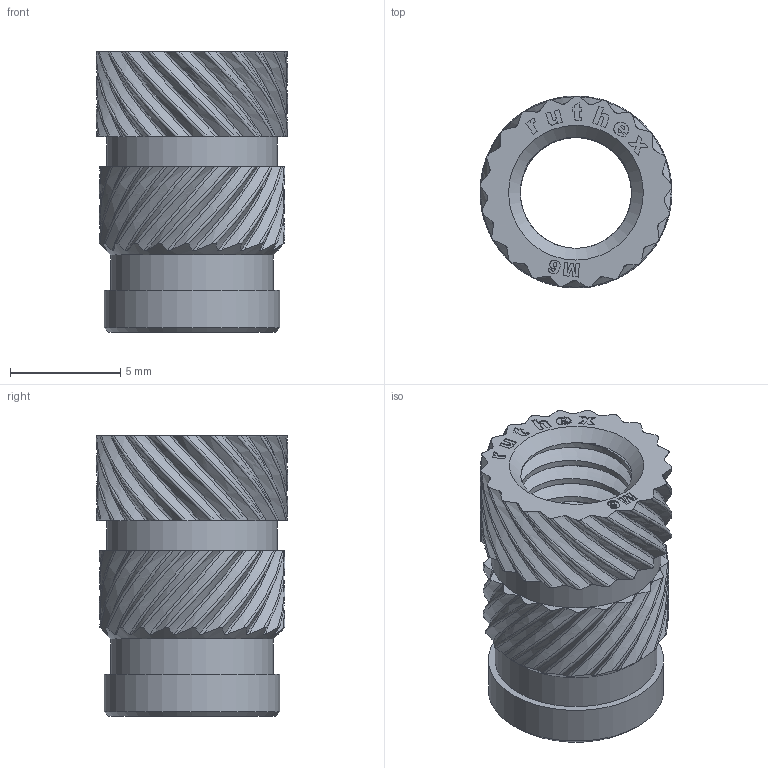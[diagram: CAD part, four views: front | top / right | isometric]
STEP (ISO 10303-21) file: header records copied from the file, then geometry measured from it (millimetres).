
FILE_DESCRIPTION(/* description */ (''),/* implementation_level */ '2;1');
FILE_NAME(/* name */ 'RX-M6x12.7 v1.step',/* time_stamp */ '2020-12-12T23:06:53+01:00',/* author */ (''),/* organization */ (''),/* preprocessor_version */ 'ST-DEVELOPER v18.1',/* originating_system */ 'Autodesk Translation Framework v9.7.1.1290',/* authorisation */ '');
FILE_SCHEMA (('AUTOMOTIVE_DESIGN { 1 0 10303 214 3 1 1 }'));
Length unit declared in the file: millimetre
Products named in the file (2): RX-M6x12.7; RX-M6x12.7_1
Assembly tree (1 placements, depth 2):
  RX-M6x12.7
    RX-M6x12.7_1
Bounding box: 8.69 x 8.69 x 12.7 mm (x, y, z)
Volume: 335.4 mm3; surface area: 808.9 mm2
Topology: 1 solids, 1 shells, 356 faces, 1283 edges, 942 vertices
Faces by surface type: bspline 244, plane 80, cylinder 29, cone 3
Full cylindrical faces by diameter (mm): 5.035 x7, 6.147 x3, 7.35 x1, 7.7 x1, 7.95 x1
Entity records: 23968 total; most frequent: CARTESIAN_POINT 15405, ORIENTED_EDGE 2566, EDGE_CURVE 1283, B_SPLINE_CURVE_WITH_KNOTS 973, VERTEX_POINT 942, DIRECTION 554, EDGE_LOOP 371, FACE_OUTER_BOUND 356
